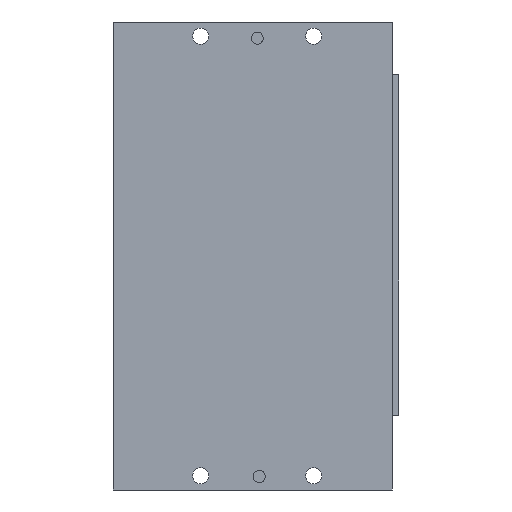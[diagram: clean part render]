
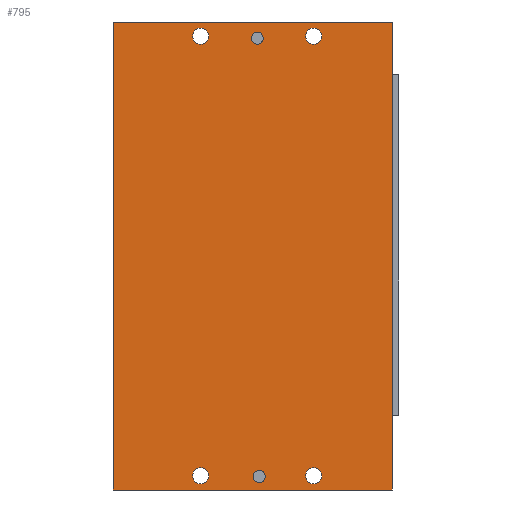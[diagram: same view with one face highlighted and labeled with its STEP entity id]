
A CAD part, front view. The second image highlights one B-rep face of the part: STEP entity #795.
In plain terms, the highlighted planar face has unit normal (0, -1, 0).
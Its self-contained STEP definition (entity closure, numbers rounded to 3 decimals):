
#16 = CIRCLE ( 'NONE', #1675, 1.5 ) ;
#18 = EDGE_CURVE ( 'NONE', #3355, #3402, #2037, .T. ) ;
#43 = EDGE_LOOP ( 'NONE', ( #3447, #2361, #2648, #2930 ) ) ;
#55 = FACE_BOUND ( 'NONE', #1896, .T. ) ;
#74 = AXIS2_PLACEMENT_3D ( 'NONE', #1651, #1404, #2263 ) ;
#95 = ORIENTED_EDGE ( 'NONE', *, *, #1403, .T. ) ;
#111 = DIRECTION ( 'NONE',  ( 0., 1., 0. ) ) ;
#197 = VERTEX_POINT ( 'NONE', #1597 ) ;
#246 = CARTESIAN_POINT ( 'NONE',  ( 36.184, -26.5, 3.374 ) ) ;
#258 = EDGE_LOOP ( 'NONE', ( #916, #2524 ) ) ;
#260 = DIRECTION ( 'NONE',  ( 0., 0., 1. ) ) ;
#276 = VERTEX_POINT ( 'NONE', #884 ) ;
#296 = EDGE_CURVE ( 'NONE', #666, #1572, #1217, .T. ) ;
#311 = AXIS2_PLACEMENT_3D ( 'NONE', #3444, #909, #442 ) ;
#338 = FACE_BOUND ( 'NONE', #3165, .T. ) ;
#346 = CIRCLE ( 'NONE', #3598, 1.5 ) ;
#429 = EDGE_CURVE ( 'NONE', #3061, #666, #3576, .T. ) ;
#442 = DIRECTION ( 'NONE',  ( 0., 0., 1. ) ) ;
#453 = VERTEX_POINT ( 'NONE', #3239 ) ;
#493 = ORIENTED_EDGE ( 'NONE', *, *, #1087, .T. ) ;
#499 = DIRECTION ( 'NONE',  ( 0., 1., 0. ) ) ;
#546 = CARTESIAN_POINT ( 'NONE',  ( 0., -26.5, 0. ) ) ;
#562 = CIRCLE ( 'NONE', #3333, 2. ) ;
#610 = LINE ( 'NONE', #2021, #1950 ) ;
#627 = EDGE_CURVE ( 'NONE', #3504, #453, #16, .T. ) ;
#648 = EDGE_CURVE ( 'NONE', #2855, #197, #1143, .T. ) ;
#666 = VERTEX_POINT ( 'NONE', #546 ) ;
#670 = VERTEX_POINT ( 'NONE', #1668 ) ;
#687 = ORIENTED_EDGE ( 'NONE', *, *, #1039, .T. ) ;
#694 = CARTESIAN_POINT ( 'NONE',  ( 21.7, -26.5, 110.5 ) ) ;
#712 = CARTESIAN_POINT ( 'NONE',  ( 69.2, -26.5, 0. ) ) ;
#716 = DIRECTION ( 'NONE',  ( 0., 1., 0. ) ) ;
#724 = CIRCLE ( 'NONE', #793, 2. ) ;
#754 = AXIS2_PLACEMENT_3D ( 'NONE', #3491, #2985, #2929 ) ;
#793 = AXIS2_PLACEMENT_3D ( 'NONE', #1247, #1885, #2689 ) ;
#794 = AXIS2_PLACEMENT_3D ( 'NONE', #3327, #3049, #1011 ) ;
#795 = ADVANCED_FACE ( 'NONE', ( #2866, #338, #1455, #55, #2318, #2040, #1212 ), #3178, .F. ) ;
#823 = DIRECTION ( 'NONE',  ( 0., 0., 1. ) ) ;
#884 = CARTESIAN_POINT ( 'NONE',  ( 21.7, -26.5, 5.5 ) ) ;
#909 = DIRECTION ( 'NONE',  ( 0., 1., 0. ) ) ;
#912 = AXIS2_PLACEMENT_3D ( 'NONE', #3611, #1697, #260 ) ;
#916 = ORIENTED_EDGE ( 'NONE', *, *, #2414, .T. ) ;
#942 = DIRECTION ( 'NONE',  ( 0., 0., 1. ) ) ;
#1011 = DIRECTION ( 'NONE',  ( 0., 0., 1. ) ) ;
#1039 = EDGE_CURVE ( 'NONE', #1715, #3340, #2351, .T. ) ;
#1044 = EDGE_LOOP ( 'NONE', ( #1392, #95 ) ) ;
#1087 = EDGE_CURVE ( 'NONE', #197, #2855, #346, .T. ) ;
#1097 = CIRCLE ( 'NONE', #1989, 2. ) ;
#1117 = AXIS2_PLACEMENT_3D ( 'NONE', #3463, #111, #2592 ) ;
#1143 = CIRCLE ( 'NONE', #74, 1.5 ) ;
#1161 = DIRECTION ( 'NONE',  ( 0., 0., -1. ) ) ;
#1212 = FACE_OUTER_BOUND ( 'NONE', #43, .T. ) ;
#1217 = LINE ( 'NONE', #1393, #1358 ) ;
#1222 = ORIENTED_EDGE ( 'NONE', *, *, #3604, .T. ) ;
#1247 = CARTESIAN_POINT ( 'NONE',  ( 49.7, -26.5, 3.5 ) ) ;
#1290 = CARTESIAN_POINT ( 'NONE',  ( 21.7, -26.5, 112.5 ) ) ;
#1358 = VECTOR ( 'NONE', #1694, 1000. ) ;
#1392 = ORIENTED_EDGE ( 'NONE', *, *, #18, .T. ) ;
#1393 = CARTESIAN_POINT ( 'NONE',  ( 0., -26.5, 0. ) ) ;
#1403 = EDGE_CURVE ( 'NONE', #3402, #3355, #1097, .T. ) ;
#1404 = DIRECTION ( 'NONE',  ( 0., 1., 0. ) ) ;
#1455 = FACE_BOUND ( 'NONE', #1044, .T. ) ;
#1456 = CARTESIAN_POINT ( 'NONE',  ( 21.7, -26.5, 112.5 ) ) ;
#1469 = CARTESIAN_POINT ( 'NONE',  ( 21.7, -26.5, 1.5 ) ) ;
#1572 = VERTEX_POINT ( 'NONE', #712 ) ;
#1597 = CARTESIAN_POINT ( 'NONE',  ( 34.223, -26.5, 112.01 ) ) ;
#1639 = EDGE_LOOP ( 'NONE', ( #2984, #493 ) ) ;
#1651 = CARTESIAN_POINT ( 'NONE',  ( 35.723, -26.5, 112.01 ) ) ;
#1668 = CARTESIAN_POINT ( 'NONE',  ( 49.7, -26.5, 1.5 ) ) ;
#1675 = AXIS2_PLACEMENT_3D ( 'NONE', #246, #2229, #3633 ) ;
#1694 = DIRECTION ( 'NONE',  ( 1., 0., 0. ) ) ;
#1697 = DIRECTION ( 'NONE',  ( 0., 1., 0. ) ) ;
#1715 = VERTEX_POINT ( 'NONE', #3648 ) ;
#1823 = CIRCLE ( 'NONE', #3476, 2. ) ;
#1842 = ORIENTED_EDGE ( 'NONE', *, *, #627, .T. ) ;
#1849 = DIRECTION ( 'NONE',  ( 0., 0., 1. ) ) ;
#1858 = EDGE_CURVE ( 'NONE', #3061, #2745, #2144, .T. ) ;
#1864 = DIRECTION ( 'NONE',  ( 1., 0., 0. ) ) ;
#1885 = DIRECTION ( 'NONE',  ( 0., 1., 0. ) ) ;
#1891 = ORIENTED_EDGE ( 'NONE', *, *, #2023, .T. ) ;
#1896 = EDGE_LOOP ( 'NONE', ( #3545, #687 ) ) ;
#1904 = EDGE_CURVE ( 'NONE', #670, #2677, #724, .T. ) ;
#1950 = VECTOR ( 'NONE', #1161, 1000. ) ;
#1989 = AXIS2_PLACEMENT_3D ( 'NONE', #1456, #2369, #942 ) ;
#2019 = EDGE_CURVE ( 'NONE', #3340, #1715, #562, .T. ) ;
#2021 = CARTESIAN_POINT ( 'NONE',  ( 69.2, -26.5, 116. ) ) ;
#2023 = EDGE_CURVE ( 'NONE', #453, #3504, #2155, .T. ) ;
#2026 = CARTESIAN_POINT ( 'NONE',  ( 21.7, -26.5, 3.5 ) ) ;
#2028 = ORIENTED_EDGE ( 'NONE', *, *, #1904, .T. ) ;
#2037 = CIRCLE ( 'NONE', #3396, 2. ) ;
#2040 = FACE_BOUND ( 'NONE', #258, .T. ) ;
#2114 = CARTESIAN_POINT ( 'NONE',  ( 0., -26.5, 116. ) ) ;
#2144 = LINE ( 'NONE', #2416, #2218 ) ;
#2155 = CIRCLE ( 'NONE', #912, 1.5 ) ;
#2173 = CARTESIAN_POINT ( 'NONE',  ( 35.723, -26.5, 112.01 ) ) ;
#2179 = VERTEX_POINT ( 'NONE', #1469 ) ;
#2191 = CARTESIAN_POINT ( 'NONE',  ( 49.7, -26.5, 5.5 ) ) ;
#2218 = VECTOR ( 'NONE', #1864, 1000. ) ;
#2223 = DIRECTION ( 'NONE',  ( 0., 0., 1. ) ) ;
#2229 = DIRECTION ( 'NONE',  ( 0., 1., 0. ) ) ;
#2263 = DIRECTION ( 'NONE',  ( 0., 0., 1. ) ) ;
#2318 = FACE_BOUND ( 'NONE', #3467, .T. ) ;
#2351 = CIRCLE ( 'NONE', #754, 2. ) ;
#2361 = ORIENTED_EDGE ( 'NONE', *, *, #2913, .F. ) ;
#2369 = DIRECTION ( 'NONE',  ( 0., 1., 0. ) ) ;
#2414 = EDGE_CURVE ( 'NONE', #276, #2179, #1823, .T. ) ;
#2416 = CARTESIAN_POINT ( 'NONE',  ( 0., -26.5, 116. ) ) ;
#2448 = CIRCLE ( 'NONE', #794, 2. ) ;
#2467 = CARTESIAN_POINT ( 'NONE',  ( 0., -26.5, 116. ) ) ;
#2477 = CIRCLE ( 'NONE', #1117, 2. ) ;
#2507 = EDGE_CURVE ( 'NONE', #2179, #276, #2477, .T. ) ;
#2524 = ORIENTED_EDGE ( 'NONE', *, *, #2507, .T. ) ;
#2592 = DIRECTION ( 'NONE',  ( 0., 0., 1. ) ) ;
#2638 = CARTESIAN_POINT ( 'NONE',  ( 49.7, -26.5, 114.5 ) ) ;
#2648 = ORIENTED_EDGE ( 'NONE', *, *, #1858, .F. ) ;
#2672 = CARTESIAN_POINT ( 'NONE',  ( 21.7, -26.5, 114.5 ) ) ;
#2677 = VERTEX_POINT ( 'NONE', #2191 ) ;
#2689 = DIRECTION ( 'NONE',  ( 0., 0., 1. ) ) ;
#2745 = VERTEX_POINT ( 'NONE', #2955 ) ;
#2771 = CARTESIAN_POINT ( 'NONE',  ( 37.684, -26.5, 3.374 ) ) ;
#2855 = VERTEX_POINT ( 'NONE', #3126 ) ;
#2866 = FACE_BOUND ( 'NONE', #1639, .T. ) ;
#2913 = EDGE_CURVE ( 'NONE', #2745, #1572, #610, .T. ) ;
#2929 = DIRECTION ( 'NONE',  ( 0., 0., 1. ) ) ;
#2930 = ORIENTED_EDGE ( 'NONE', *, *, #429, .T. ) ;
#2955 = CARTESIAN_POINT ( 'NONE',  ( 69.2, -26.5, 116. ) ) ;
#2959 = DIRECTION ( 'NONE',  ( 0., 1., 0. ) ) ;
#2984 = ORIENTED_EDGE ( 'NONE', *, *, #648, .T. ) ;
#2985 = DIRECTION ( 'NONE',  ( 0., 1., 0. ) ) ;
#3049 = DIRECTION ( 'NONE',  ( 0., 1., 0. ) ) ;
#3061 = VERTEX_POINT ( 'NONE', #2467 ) ;
#3086 = CARTESIAN_POINT ( 'NONE',  ( 49.7, -26.5, 112.5 ) ) ;
#3126 = CARTESIAN_POINT ( 'NONE',  ( 37.223, -26.5, 112.01 ) ) ;
#3165 = EDGE_LOOP ( 'NONE', ( #1842, #1891 ) ) ;
#3178 = PLANE ( 'NONE',  #311 ) ;
#3239 = CARTESIAN_POINT ( 'NONE',  ( 34.684, -26.5, 3.374 ) ) ;
#3327 = CARTESIAN_POINT ( 'NONE',  ( 49.7, -26.5, 3.5 ) ) ;
#3333 = AXIS2_PLACEMENT_3D ( 'NONE', #3086, #499, #2223 ) ;
#3340 = VERTEX_POINT ( 'NONE', #2638 ) ;
#3355 = VERTEX_POINT ( 'NONE', #2672 ) ;
#3374 = DIRECTION ( 'NONE',  ( 0., 1., 0. ) ) ;
#3396 = AXIS2_PLACEMENT_3D ( 'NONE', #1290, #716, #1849 ) ;
#3402 = VERTEX_POINT ( 'NONE', #694 ) ;
#3444 = CARTESIAN_POINT ( 'NONE',  ( 0., -26.5, 116. ) ) ;
#3447 = ORIENTED_EDGE ( 'NONE', *, *, #296, .T. ) ;
#3463 = CARTESIAN_POINT ( 'NONE',  ( 21.7, -26.5, 3.5 ) ) ;
#3467 = EDGE_LOOP ( 'NONE', ( #1222, #2028 ) ) ;
#3476 = AXIS2_PLACEMENT_3D ( 'NONE', #2026, #3374, #823 ) ;
#3491 = CARTESIAN_POINT ( 'NONE',  ( 49.7, -26.5, 112.5 ) ) ;
#3504 = VERTEX_POINT ( 'NONE', #2771 ) ;
#3538 = DIRECTION ( 'NONE',  ( 0., 0., 1. ) ) ;
#3543 = VECTOR ( 'NONE', #3595, 1000. ) ;
#3545 = ORIENTED_EDGE ( 'NONE', *, *, #2019, .T. ) ;
#3576 = LINE ( 'NONE', #2114, #3543 ) ;
#3595 = DIRECTION ( 'NONE',  ( 0., 0., -1. ) ) ;
#3598 = AXIS2_PLACEMENT_3D ( 'NONE', #2173, #2959, #3538 ) ;
#3604 = EDGE_CURVE ( 'NONE', #2677, #670, #2448, .T. ) ;
#3611 = CARTESIAN_POINT ( 'NONE',  ( 36.184, -26.5, 3.374 ) ) ;
#3633 = DIRECTION ( 'NONE',  ( 0., 0., 1. ) ) ;
#3648 = CARTESIAN_POINT ( 'NONE',  ( 49.7, -26.5, 110.5 ) ) ;
